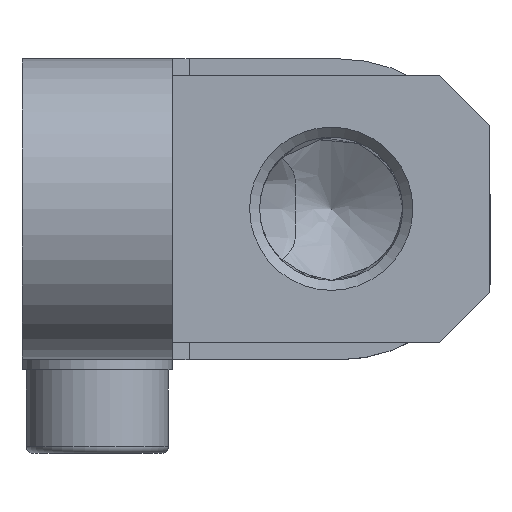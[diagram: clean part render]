
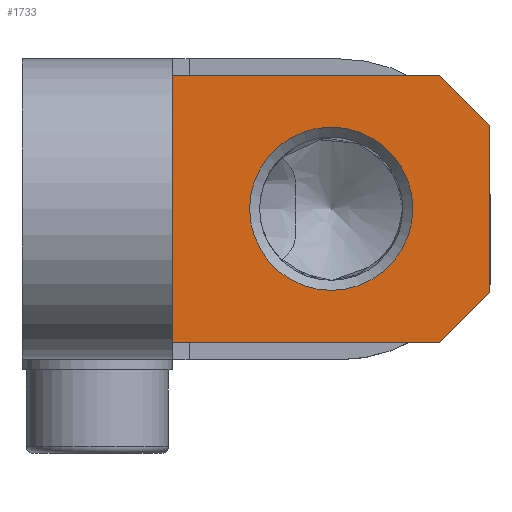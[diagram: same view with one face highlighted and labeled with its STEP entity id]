
A CAD part, top view. The second image highlights one B-rep face of the part: STEP entity #1733.
In plain terms, the highlighted face is planar.
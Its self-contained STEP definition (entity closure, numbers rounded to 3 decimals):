
#1621=CARTESIAN_POINT('',(4.883,-8.,18.5));
#1622=VERTEX_POINT('',#1621);
#1623=CARTESIAN_POINT('',(0.,-8.0,18.5));
#1624=DIRECTION('',(0.0,-1.0,0.0));
#1625=DIRECTION('',(-1.0,0.0,0.0));
#1626=AXIS2_PLACEMENT_3D('',#1623,#1624,#1625);
#1627=CIRCLE('',#1626,4.883);
#1628=EDGE_CURVE('',#1622,#1622,#1627,.T.);
#1675=CARTESIAN_POINT('',(8.,-8.,9.0));
#1676=DIRECTION('',(0.0,-1.0,0.0));
#1677=DIRECTION('',(0.0,0.0,-1.0));
#1678=AXIS2_PLACEMENT_3D('',#1675,#1676,#1677);
#1679=PLANE('',#1678);
#1680=CARTESIAN_POINT('',(5.,-8.,28.));
#1681=VERTEX_POINT('',#1680);
#1682=CARTESIAN_POINT('',(8.,-8.,25.0));
#1683=VERTEX_POINT('',#1682);
#1684=CARTESIAN_POINT('',(5.,-8.,28.));
#1685=DIRECTION('',(0.707,0.0,-0.707));
#1686=VECTOR('',#1685,4.243);
#1687=LINE('',#1684,#1686);
#1688=EDGE_CURVE('',#1681,#1683,#1687,.T.);
#1689=ORIENTED_EDGE('',*,*,#1688,.F.);
#1690=CARTESIAN_POINT('',(-5.,-8.0,28.));
#1691=VERTEX_POINT('',#1690);
#1692=CARTESIAN_POINT('',(5.,-8.,28.));
#1693=DIRECTION('',(-1.0,0.0,0.0));
#1694=VECTOR('',#1693,10.);
#1695=LINE('',#1692,#1694);
#1696=EDGE_CURVE('',#1681,#1691,#1695,.T.);
#1697=ORIENTED_EDGE('',*,*,#1696,.T.);
#1698=CARTESIAN_POINT('',(-8.,-8.,25.0));
#1699=VERTEX_POINT('',#1698);
#1700=CARTESIAN_POINT('',(-8.,-8.0,25.));
#1701=DIRECTION('',(0.707,0.,0.707));
#1702=VECTOR('',#1701,4.243);
#1703=LINE('',#1700,#1702);
#1704=EDGE_CURVE('',#1699,#1691,#1703,.T.);
#1705=ORIENTED_EDGE('',*,*,#1704,.F.);
#1706=CARTESIAN_POINT('',(-8.,-8.,9.0));
#1707=VERTEX_POINT('',#1706);
#1708=CARTESIAN_POINT('',(-8.,-8.,9.0));
#1709=DIRECTION('',(0.0,0.0,1.0));
#1710=VECTOR('',#1709,16.0);
#1711=LINE('',#1708,#1710);
#1712=EDGE_CURVE('',#1707,#1699,#1711,.T.);
#1713=ORIENTED_EDGE('',*,*,#1712,.F.);
#1714=CARTESIAN_POINT('',(8.,-8.,9.0));
#1715=VERTEX_POINT('',#1714);
#1716=CARTESIAN_POINT('',(-8.,-8.,9.0));
#1717=DIRECTION('',(1.0,0.0,0.0));
#1718=VECTOR('',#1717,16.);
#1719=LINE('',#1716,#1718);
#1720=EDGE_CURVE('',#1707,#1715,#1719,.T.);
#1721=ORIENTED_EDGE('',*,*,#1720,.T.);
#1722=CARTESIAN_POINT('',(8.,-8.,9.0));
#1723=DIRECTION('',(0.0,0.0,1.0));
#1724=VECTOR('',#1723,16.0);
#1725=LINE('',#1722,#1724);
#1726=EDGE_CURVE('',#1715,#1683,#1725,.T.);
#1727=ORIENTED_EDGE('',*,*,#1726,.T.);
#1728=EDGE_LOOP('',(#1689,#1697,#1705,#1713,#1721,#1727));
#1729=FACE_OUTER_BOUND('',#1728,.T.);
#1730=ORIENTED_EDGE('',*,*,#1628,.F.);
#1731=EDGE_LOOP('',(#1730));
#1732=FACE_BOUND('',#1731,.T.);
#1733=ADVANCED_FACE('',(#1729,#1732),#1679,.T.);
